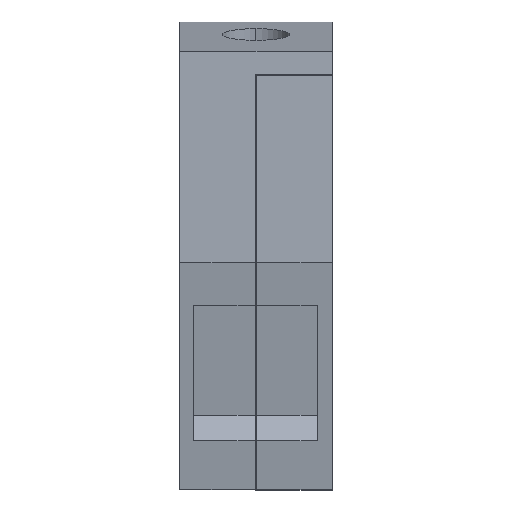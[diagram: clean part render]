
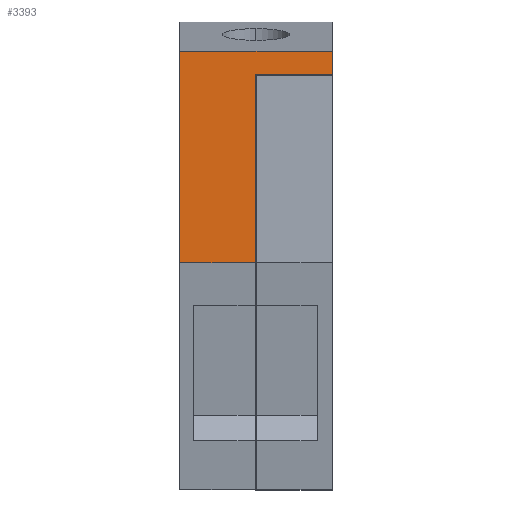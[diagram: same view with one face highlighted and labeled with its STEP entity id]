
A CAD part, top view. The second image highlights one B-rep face of the part: STEP entity #3393.
In plain terms, the highlighted planar face has unit normal (0, 0, 1).
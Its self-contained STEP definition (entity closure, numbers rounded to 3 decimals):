
#869=AXIS2_PLACEMENT_3D('Plane Axis2P3D',#866,#867,#868) ;
#866=CARTESIAN_POINT('Axis2P3D Location',(10.1,15.025,42.5)) ;
#2328=CARTESIAN_POINT('Vertex',(10.1,27.525,42.5)) ;
#2331=CARTESIAN_POINT('Line Origine',(7.55,27.525,42.5)) ;
#2335=CARTESIAN_POINT('Vertex',(5.,27.525,42.5)) ;
#2491=CARTESIAN_POINT('Line Origine',(5.,21.275,42.5)) ;
#2495=CARTESIAN_POINT('Vertex',(5.,15.025,42.5)) ;
#3345=CARTESIAN_POINT('Vertex',(10.1,29.025,42.5)) ;
#3348=CARTESIAN_POINT('Line Origine',(10.1,28.275,42.5)) ;
#3366=CARTESIAN_POINT('Line Origine',(5.05,29.025,42.5)) ;
#3370=CARTESIAN_POINT('Vertex',(0.,29.025,42.5)) ;
#3373=CARTESIAN_POINT('Line Origine',(0.,22.025,42.5)) ;
#3377=CARTESIAN_POINT('Vertex',(0.,15.025,42.5)) ;
#3380=CARTESIAN_POINT('Line Origine',(2.5,15.025,42.5)) ;
#867=DIRECTION('Axis2P3D Direction',(0.,0.,1.)) ;
#868=DIRECTION('Axis2P3D XDirection',(0.,1.,0.)) ;
#2332=DIRECTION('Vector Direction',(1.,0.,0.)) ;
#2492=DIRECTION('Vector Direction',(0.,-1.,0.)) ;
#3349=DIRECTION('Vector Direction',(0.,1.,0.)) ;
#3367=DIRECTION('Vector Direction',(-1.,0.,0.)) ;
#3374=DIRECTION('Vector Direction',(0.,1.,0.)) ;
#3381=DIRECTION('Vector Direction',(-1.,0.,0.)) ;
#2333=VECTOR('Line Direction',#2332,1.) ;
#2493=VECTOR('Line Direction',#2492,1.) ;
#3350=VECTOR('Line Direction',#3349,1.) ;
#3368=VECTOR('Line Direction',#3367,1.) ;
#3375=VECTOR('Line Direction',#3374,1.) ;
#3382=VECTOR('Line Direction',#3381,1.) ;
#3386=ORIENTED_EDGE('',*,*,#3352,.F.) ;
#3387=ORIENTED_EDGE('',*,*,#3372,.T.) ;
#3388=ORIENTED_EDGE('',*,*,#3379,.F.) ;
#3389=ORIENTED_EDGE('',*,*,#3384,.F.) ;
#3390=ORIENTED_EDGE('',*,*,#2497,.F.) ;
#3391=ORIENTED_EDGE('',*,*,#2337,.T.) ;
#3393=ADVANCED_FACE('PRIMARY',(#3392),#870,.T.) ;
#2337=EDGE_CURVE('',#2336,#2329,#2334,.T.) ;
#2497=EDGE_CURVE('',#2336,#2496,#2494,.T.) ;
#3352=EDGE_CURVE('',#3346,#2329,#3351,.F.) ;
#3372=EDGE_CURVE('',#3346,#3371,#3369,.T.) ;
#3379=EDGE_CURVE('',#3378,#3371,#3376,.T.) ;
#3384=EDGE_CURVE('',#2496,#3378,#3383,.T.) ;
#3385=EDGE_LOOP('',(#3386,#3387,#3388,#3389,#3390,#3391)) ;
#3392=FACE_OUTER_BOUND('',#3385,.T.) ;
#2334=LINE('Line',#2331,#2333) ;
#2494=LINE('Line',#2491,#2493) ;
#3351=LINE('Line',#3348,#3350) ;
#3369=LINE('Line',#3366,#3368) ;
#3376=LINE('Line',#3373,#3375) ;
#3383=LINE('Line',#3380,#3382) ;
#870=PLANE('',#869) ;
#2329=VERTEX_POINT('',#2328) ;
#2336=VERTEX_POINT('',#2335) ;
#2496=VERTEX_POINT('',#2495) ;
#3346=VERTEX_POINT('',#3345) ;
#3371=VERTEX_POINT('',#3370) ;
#3378=VERTEX_POINT('',#3377) ;
